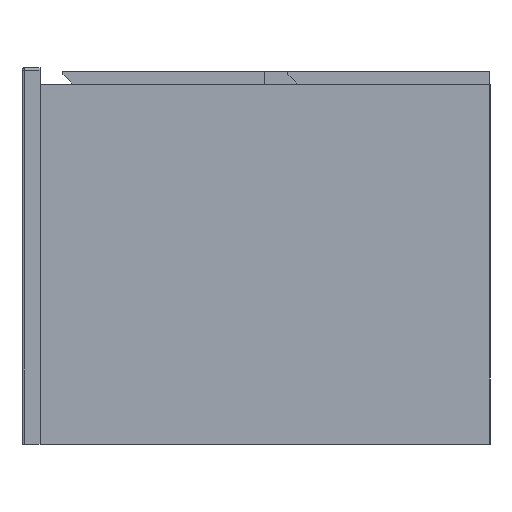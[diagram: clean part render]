
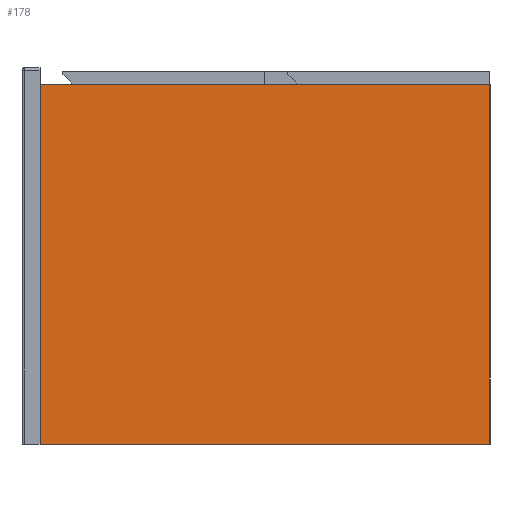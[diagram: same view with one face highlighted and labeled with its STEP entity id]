
A CAD part, left-side view. The second image highlights one B-rep face of the part: STEP entity #178.
In plain terms, the highlighted planar face has unit normal (-1, 0, 0).
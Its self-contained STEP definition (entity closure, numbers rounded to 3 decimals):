
#103 = FACE_OUTER_BOUND ( 'NONE', #1922, .T. ) ;
#178 = ADVANCED_FACE ( 'NONE', ( #103 ), #2234, .T. ) ;
#199 = CARTESIAN_POINT ( 'NONE',  ( -894., 275., 440. ) ) ;
#201 = EDGE_CURVE ( 'NONE', #1314, #3186, #1161, .T. ) ;
#506 = VERTEX_POINT ( 'NONE', #1681 ) ;
#611 = ORIENTED_EDGE ( 'NONE', *, *, #1864, .T. ) ;
#822 = EDGE_CURVE ( 'NONE', #3186, #3160, #1695, .T. ) ;
#879 = EDGE_CURVE ( 'NONE', #506, #3160, #4000, .T. ) ;
#916 = CARTESIAN_POINT ( 'NONE',  ( -894., -275., 440. ) ) ;
#1161 = LINE ( 'NONE', #2855, #3314 ) ;
#1314 = VERTEX_POINT ( 'NONE', #916 ) ;
#1586 = VECTOR ( 'NONE', #3191, 1000. ) ;
#1681 = CARTESIAN_POINT ( 'NONE',  ( -894., 275., 440. ) ) ;
#1695 = LINE ( 'NONE', #1861, #1586 ) ;
#1705 = VECTOR ( 'NONE', #2639, 1000. ) ;
#1861 = CARTESIAN_POINT ( 'NONE',  ( -894., 275., 0. ) ) ;
#1864 = EDGE_CURVE ( 'NONE', #1314, #506, #2898, .T. ) ;
#1884 = DIRECTION ( 'NONE',  ( 0., 0., -1. ) ) ;
#1922 = EDGE_LOOP ( 'NONE', ( #3276, #2719, #611, #2748 ) ) ;
#1996 = CARTESIAN_POINT ( 'NONE',  ( -894., -275., 0. ) ) ;
#2234 = PLANE ( 'NONE',  #4312 ) ;
#2286 = CARTESIAN_POINT ( 'NONE',  ( -894., 275., 440. ) ) ;
#2639 = DIRECTION ( 'NONE',  ( 0., 1., 0. ) ) ;
#2675 = VECTOR ( 'NONE', #3655, 1000. ) ;
#2719 = ORIENTED_EDGE ( 'NONE', *, *, #201, .F. ) ;
#2748 = ORIENTED_EDGE ( 'NONE', *, *, #879, .T. ) ;
#2855 = CARTESIAN_POINT ( 'NONE',  ( -894., -275., 440. ) ) ;
#2897 = DIRECTION ( 'NONE',  ( 0., -1., 0. ) ) ;
#2898 = LINE ( 'NONE', #3658, #1705 ) ;
#3160 = VERTEX_POINT ( 'NONE', #3288 ) ;
#3186 = VERTEX_POINT ( 'NONE', #1996 ) ;
#3191 = DIRECTION ( 'NONE',  ( 0., 1., 0. ) ) ;
#3220 = DIRECTION ( 'NONE',  ( -1., 0., 0. ) ) ;
#3276 = ORIENTED_EDGE ( 'NONE', *, *, #822, .F. ) ;
#3288 = CARTESIAN_POINT ( 'NONE',  ( -894., 275., 0. ) ) ;
#3314 = VECTOR ( 'NONE', #1884, 1000. ) ;
#3655 = DIRECTION ( 'NONE',  ( 0., 0., -1. ) ) ;
#3658 = CARTESIAN_POINT ( 'NONE',  ( -894., 275., 440. ) ) ;
#4000 = LINE ( 'NONE', #2286, #2675 ) ;
#4312 = AXIS2_PLACEMENT_3D ( 'NONE', #199, #3220, #2897 ) ;
